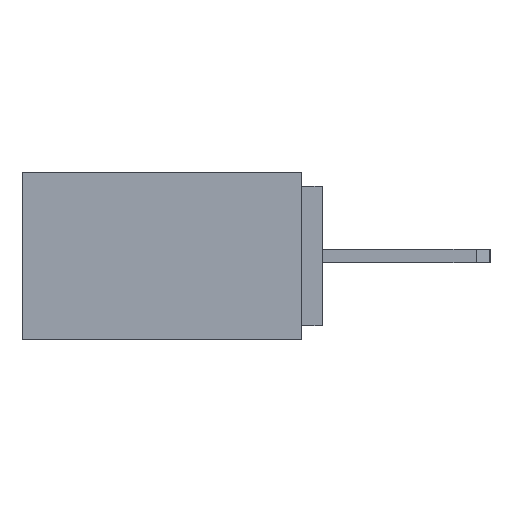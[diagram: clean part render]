
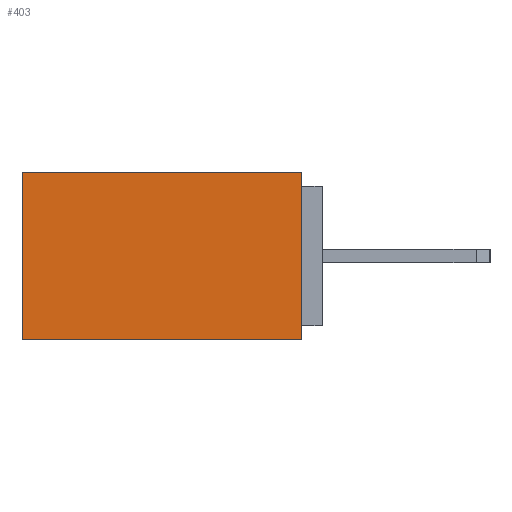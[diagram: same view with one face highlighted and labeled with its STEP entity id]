
A CAD part, left-side view. The second image highlights one B-rep face of the part: STEP entity #403.
In plain terms, the highlighted planar face has unit normal (-1, 0, 0).
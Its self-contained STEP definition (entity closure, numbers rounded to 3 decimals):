
#27 = PLANE ( 'NONE',  #1609 ) ;
#28 = CARTESIAN_POINT ( 'NONE',  ( 0., -4., -2.4 ) ) ;
#61 = DIRECTION ( 'NONE',  ( 0., 0., 1. ) ) ;
#88 = DIRECTION ( 'NONE',  ( -1., 0., 0. ) ) ;
#403 = ADVANCED_FACE ( 'NONE', ( #6257 ), #27, .T. ) ;
#637 = EDGE_CURVE ( 'NONE', #6182, #6170, #3194, .T. ) ;
#1136 = EDGE_CURVE ( 'NONE', #6182, #6095, #3350, .T. ) ;
#1156 = EDGE_CURVE ( 'NONE', #6170, #6115, #3357, .T. ) ;
#1609 = AXIS2_PLACEMENT_3D ( 'NONE', #28, #88, #61 ) ;
#1985 = DIRECTION ( 'NONE',  ( 0., 1., 0. ) ) ;
#2004 = CARTESIAN_POINT ( 'NONE',  ( 0., -4., 0. ) ) ;
#2119 = ORIENTED_EDGE ( 'NONE', *, *, #1136, .F. ) ;
#2124 = ORIENTED_EDGE ( 'NONE', *, *, #2840, .F. ) ;
#2127 = ORIENTED_EDGE ( 'NONE', *, *, #637, .T. ) ;
#2128 = ORIENTED_EDGE ( 'NONE', *, *, #1156, .T. ) ;
#2840 = EDGE_CURVE ( 'NONE', #6095, #6115, #5623, .T. ) ;
#3194 = LINE ( 'NONE', #3397, #3213 ) ;
#3213 = VECTOR ( 'NONE', #3382, 1000. ) ;
#3337 = VECTOR ( 'NONE', #3688, 1000. ) ;
#3350 = LINE ( 'NONE', #3675, #3337 ) ;
#3357 = LINE ( 'NONE', #2004, #3360 ) ;
#3360 = VECTOR ( 'NONE', #1985, 1000. ) ;
#3382 = DIRECTION ( 'NONE',  ( 0., 0., 1. ) ) ;
#3397 = CARTESIAN_POINT ( 'NONE',  ( 0., -4., -2.4 ) ) ;
#3675 = CARTESIAN_POINT ( 'NONE',  ( 0., -4., -2.4 ) ) ;
#3688 = DIRECTION ( 'NONE',  ( 0., 1., 0. ) ) ;
#4121 = CARTESIAN_POINT ( 'NONE',  ( 0., 0., -2.4 ) ) ;
#4130 = DIRECTION ( 'NONE',  ( 0., 0., 1. ) ) ;
#4888 = CARTESIAN_POINT ( 'NONE',  ( 0., 0., -2.4 ) ) ;
#4891 = CARTESIAN_POINT ( 'NONE',  ( 0., 0., 0. ) ) ;
#4945 = CARTESIAN_POINT ( 'NONE',  ( 0., -4., -2.4 ) ) ;
#4975 = CARTESIAN_POINT ( 'NONE',  ( 0., -4., 0. ) ) ;
#5618 = VECTOR ( 'NONE', #4130, 1000. ) ;
#5623 = LINE ( 'NONE', #4121, #5618 ) ;
#6095 = VERTEX_POINT ( 'NONE', #4888 ) ;
#6115 = VERTEX_POINT ( 'NONE', #4891 ) ;
#6170 = VERTEX_POINT ( 'NONE', #4975 ) ;
#6182 = VERTEX_POINT ( 'NONE', #4945 ) ;
#6257 = FACE_OUTER_BOUND ( 'NONE', #6705, .T. ) ;
#6705 = EDGE_LOOP ( 'NONE', ( #2124, #2119, #2127, #2128 ) ) ;
